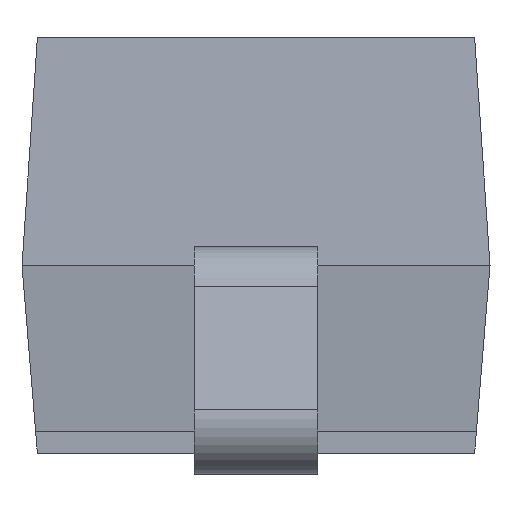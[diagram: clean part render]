
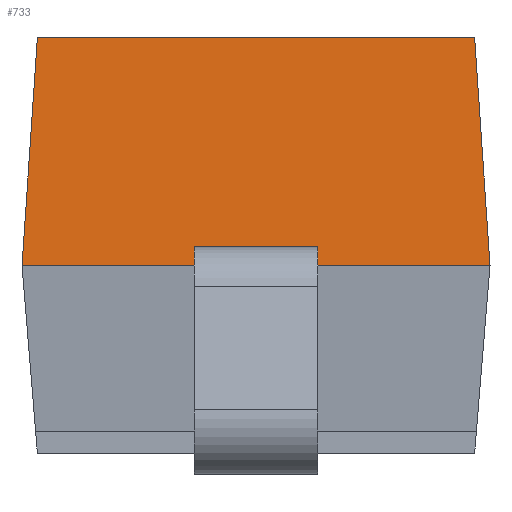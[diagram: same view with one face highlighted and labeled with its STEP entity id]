
A CAD part, left-side view. The second image highlights one B-rep face of the part: STEP entity #733.
In plain terms, the highlighted planar face has unit normal (-0.998, 0, 0.067).
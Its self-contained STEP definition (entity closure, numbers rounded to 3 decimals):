
#530 = VERTEX_POINT('',#531);
#531 = CARTESIAN_POINT('',(-6.65,3.55,7.1));
#539 = VERTEX_POINT('',#540);
#540 = CARTESIAN_POINT('',(-6.65,-3.55,7.1));
#546 = EDGE_CURVE('',#530,#539,#547,.T.);
#547 = LINE('',#548,#549);
#548 = CARTESIAN_POINT('',(-6.65,3.8,7.1));
#549 = VECTOR('',#550,1.);
#550 = DIRECTION('',(0.,-1.,0.));
#562 = VERTEX_POINT('',#563);
#563 = CARTESIAN_POINT('',(-6.9,-3.8,3.4));
#569 = EDGE_CURVE('',#562,#539,#570,.T.);
#570 = LINE('',#571,#572);
#571 = CARTESIAN_POINT('',(4.567,7.667,173.118
    ));
#572 = VECTOR('',#573,1.);
#573 = DIRECTION('',(0.067,0.067,
    0.995));
#586 = VERTEX_POINT('',#587);
#587 = CARTESIAN_POINT('',(-6.9,3.8,3.4));
#593 = EDGE_CURVE('',#586,#530,#594,.T.);
#594 = LINE('',#595,#596);
#595 = CARTESIAN_POINT('',(4.55,-7.65,
    172.863));
#596 = VECTOR('',#597,1.);
#597 = DIRECTION('',(0.067,-0.067,
    0.995));
#733 = ADVANCED_FACE('',(#734),#777,.F.);
#734 = FACE_BOUND('',#735,.F.);
#735 = EDGE_LOOP('',(#736,#744,#745,#746,#747,#755,#763,#771));
#736 = ORIENTED_EDGE('',*,*,#737,.F.);
#737 = EDGE_CURVE('',#586,#738,#740,.T.);
#738 = VERTEX_POINT('',#739);
#739 = CARTESIAN_POINT('',(-6.9,1.,3.4));
#740 = LINE('',#741,#742);
#741 = CARTESIAN_POINT('',(-6.9,3.8,3.4));
#742 = VECTOR('',#743,1.);
#743 = DIRECTION('',(0.,-1.,0.));
#744 = ORIENTED_EDGE('',*,*,#593,.T.);
#745 = ORIENTED_EDGE('',*,*,#546,.T.);
#746 = ORIENTED_EDGE('',*,*,#569,.F.);
#747 = ORIENTED_EDGE('',*,*,#748,.F.);
#748 = EDGE_CURVE('',#749,#562,#751,.T.);
#749 = VERTEX_POINT('',#750);
#750 = CARTESIAN_POINT('',(-6.9,-1.,3.4));
#751 = LINE('',#752,#753);
#752 = CARTESIAN_POINT('',(-6.9,3.8,3.4));
#753 = VECTOR('',#754,1.);
#754 = DIRECTION('',(0.,-1.,0.));
#755 = ORIENTED_EDGE('',*,*,#756,.F.);
#756 = EDGE_CURVE('',#757,#749,#759,.T.);
#757 = VERTEX_POINT('',#758);
#758 = CARTESIAN_POINT('',(-6.88,-1.,3.7));
#759 = LINE('',#760,#761);
#760 = CARTESIAN_POINT('',(-6.839,-1.,4.296));
#761 = VECTOR('',#762,1.);
#762 = DIRECTION('',(-0.067,0.,-0.998));
#763 = ORIENTED_EDGE('',*,*,#764,.F.);
#764 = EDGE_CURVE('',#765,#757,#767,.T.);
#765 = VERTEX_POINT('',#766);
#766 = CARTESIAN_POINT('',(-6.88,1.,3.7));
#767 = LINE('',#768,#769);
#768 = CARTESIAN_POINT('',(-6.88,2.4,3.7));
#769 = VECTOR('',#770,1.);
#770 = DIRECTION('',(0.,-1.,0.));
#771 = ORIENTED_EDGE('',*,*,#772,.T.);
#772 = EDGE_CURVE('',#765,#738,#773,.T.);
#773 = LINE('',#774,#775);
#774 = CARTESIAN_POINT('',(-6.839,1.,4.296));
#775 = VECTOR('',#776,1.);
#776 = DIRECTION('',(-0.067,0.,-0.998));
#777 = PLANE('',#778);
#778 = AXIS2_PLACEMENT_3D('',#779,#780,#781);
#779 = CARTESIAN_POINT('',(-6.65,3.8,7.1));
#780 = DIRECTION('',(0.998,0.,-0.067));
#781 = DIRECTION('',(-0.067,0.,-0.998));
